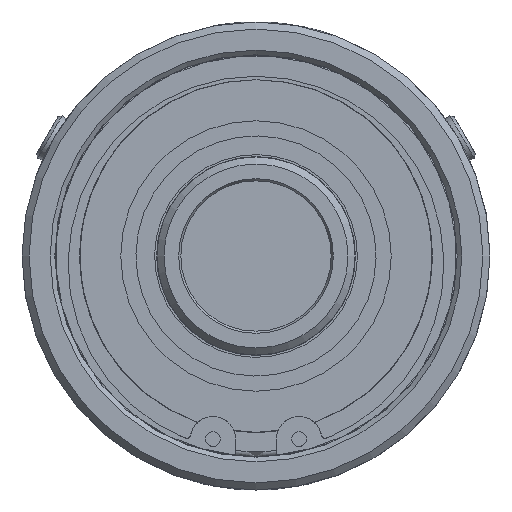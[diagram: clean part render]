
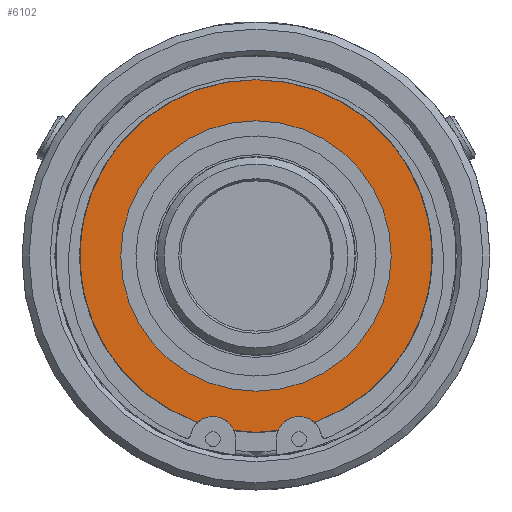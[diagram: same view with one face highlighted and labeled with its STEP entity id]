
A CAD part, left-side view. The second image highlights one B-rep face of the part: STEP entity #6102.
In plain terms, the highlighted planar face has unit normal (-1, 0, 0).
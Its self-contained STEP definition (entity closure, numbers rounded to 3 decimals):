
#248=FACE_BOUND('',#1975,.T.);
#1586=FACE_OUTER_BOUND('',#1974,.T.);
#1974=EDGE_LOOP('',(#5181,#5182));
#1975=EDGE_LOOP('',(#5183,#5184));
#2276=CIRCLE('',#6534,37.3);
#2277=CIRCLE('',#6535,37.3);
#2278=CIRCLE('',#6536,28.6);
#2279=CIRCLE('',#6537,28.6);
#2853=VERTEX_POINT('',#14015);
#2854=VERTEX_POINT('',#14016);
#2855=VERTEX_POINT('',#14019);
#2856=VERTEX_POINT('',#14020);
#3661=EDGE_CURVE('',#2853,#2854,#2276,.T.);
#3662=EDGE_CURVE('',#2854,#2853,#2277,.T.);
#3663=EDGE_CURVE('',#2855,#2856,#2278,.T.);
#3664=EDGE_CURVE('',#2856,#2855,#2279,.T.);
#5181=ORIENTED_EDGE('',*,*,#3661,.F.);
#5182=ORIENTED_EDGE('',*,*,#3662,.F.);
#5183=ORIENTED_EDGE('',*,*,#3663,.F.);
#5184=ORIENTED_EDGE('',*,*,#3664,.F.);
#5817=PLANE('',#6533);
#6102=ADVANCED_FACE('',(#1586,#248),#5817,.T.);
#6533=AXIS2_PLACEMENT_3D('',#14014,#7624,#7625);
#6534=AXIS2_PLACEMENT_3D('',#14017,#7626,#7627);
#6535=AXIS2_PLACEMENT_3D('',#14018,#7628,#7629);
#6536=AXIS2_PLACEMENT_3D('',#14021,#7630,#7631);
#6537=AXIS2_PLACEMENT_3D('',#14022,#7632,#7633);
#7624=DIRECTION('center_axis',(-1.,0.,0.));
#7625=DIRECTION('ref_axis',(0.,0.,
1.));
#7626=DIRECTION('center_axis',(1.,0.,0.));
#7627=DIRECTION('ref_axis',(0.,0.,
-1.));
#7628=DIRECTION('center_axis',(1.,0.,0.));
#7629=DIRECTION('ref_axis',(0.,0.,
-1.));
#7630=DIRECTION('center_axis',(-1.,0.,0.));
#7631=DIRECTION('ref_axis',(0.,0.,
-1.));
#7632=DIRECTION('center_axis',(-1.,0.,0.));
#7633=DIRECTION('ref_axis',(0.,0.,
-1.));
#14014=CARTESIAN_POINT('Origin',(-47.05,0.,-32.95));
#14015=CARTESIAN_POINT('',(-47.05,0.,-37.3));
#14016=CARTESIAN_POINT('',(-47.05,0.,37.3));
#14017=CARTESIAN_POINT('Origin',(-47.05,0.,0.));
#14018=CARTESIAN_POINT('Origin',(-47.05,0.,0.));
#14019=CARTESIAN_POINT('',(-47.05,0.,-28.6));
#14020=CARTESIAN_POINT('',(-47.05,0.,28.6));
#14021=CARTESIAN_POINT('Origin',(-47.05,0.,0.));
#14022=CARTESIAN_POINT('Origin',(-47.05,0.,0.));
